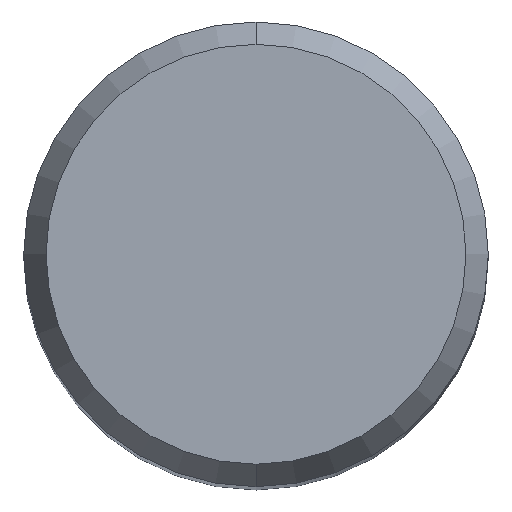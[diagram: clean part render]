
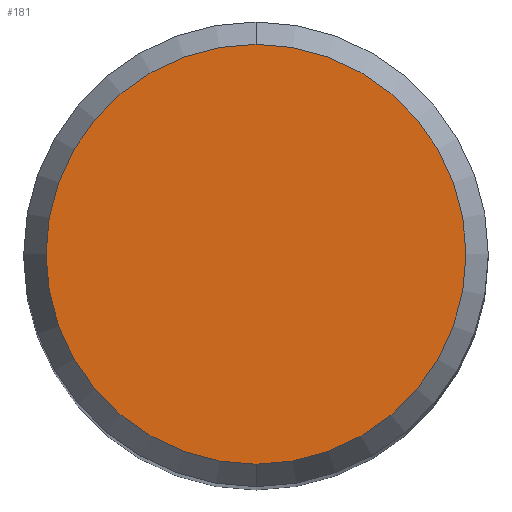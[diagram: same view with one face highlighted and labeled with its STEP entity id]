
A CAD part, top view. The second image highlights one B-rep face of the part: STEP entity #181.
In plain terms, the highlighted planar face has unit normal (0, 0, 1).
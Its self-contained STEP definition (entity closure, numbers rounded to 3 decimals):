
#125=EDGE_CURVE('',#221,#187,#279,.T.);
#181=ADVANCED_FACE('',(#340),#341,.T.);
#187=VERTEX_POINT('',#347);
#205=EDGE_CURVE('',#187,#221,#369,.T.);
#221=VERTEX_POINT('',#388);
#279=CIRCLE('',#448,4.304);
#340=FACE_OUTER_BOUND('',#532,.T.);
#341=PLANE('',#533);
#347=CARTESIAN_POINT('',(0.0,4.304,0.));
#369=CIRCLE('',#565,4.304);
#388=CARTESIAN_POINT('',(0.,-4.304,0.));
#448=AXIS2_PLACEMENT_3D('',#637,#638,#639);
#532=EDGE_LOOP('',(#706,#707));
#533=AXIS2_PLACEMENT_3D('',#708,#709,#710);
#565=AXIS2_PLACEMENT_3D('',#750,#751,#752);
#637=CARTESIAN_POINT('',(0.0,0.0,0.));
#638=DIRECTION('',(0.0,0.0,-1.0));
#639=DIRECTION('',(0.0,1.0,0.0));
#706=ORIENTED_EDGE('',*,*,#205,.F.);
#707=ORIENTED_EDGE('',*,*,#125,.F.);
#708=CARTESIAN_POINT('',(0.0,2.152,0.));
#709=DIRECTION('',(-0.0,0.0,1.0));
#710=DIRECTION('',(0.0,-1.0,0.0));
#750=CARTESIAN_POINT('',(0.0,0.0,0.));
#751=DIRECTION('',(0.0,0.0,-1.0));
#752=DIRECTION('',(0.0,1.0,0.0));
